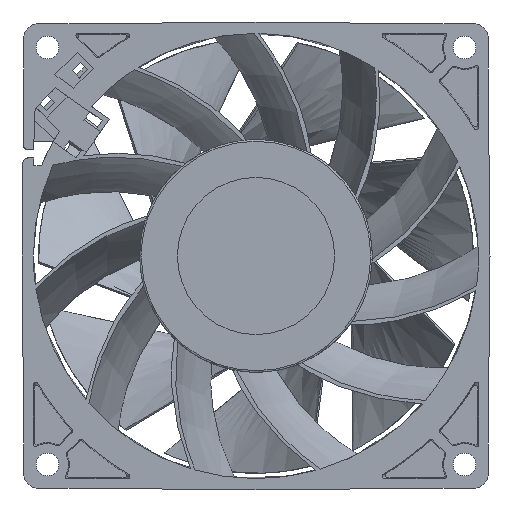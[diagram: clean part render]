
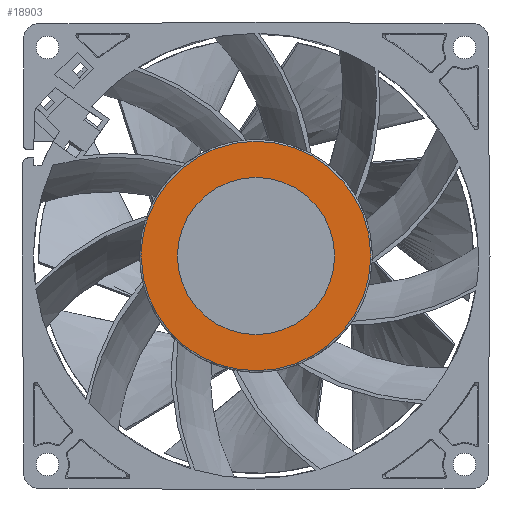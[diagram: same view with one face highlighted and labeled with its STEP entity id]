
A CAD part, front view. The second image highlights one B-rep face of the part: STEP entity #18903.
In plain terms, the highlighted planar face has unit normal (0, -1, 0).
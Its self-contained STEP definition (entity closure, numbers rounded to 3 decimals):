
#6679=CARTESIAN_POINT('',(0.,-17.85,0.));
#6680=DIRECTION('',(0.,1.,0.));
#6681=DIRECTION('',(-0.939,0.,0.343));
#6682=AXIS2_PLACEMENT_3D('',#6679,#6680,#6681);
#6684=CARTESIAN_POINT('',(0.,-17.85,0.));
#6685=DIRECTION('',(0.,1.,0.));
#6686=DIRECTION('',(1.,0.,0.02));
#6687=AXIS2_PLACEMENT_3D('',#6684,#6685,#6686);
#6689=CARTESIAN_POINT('',(0.,-17.85,0.));
#6690=DIRECTION('',(0.,1.,0.));
#6691=DIRECTION('',(1.,0.,-0.026));
#6692=AXIS2_PLACEMENT_3D('',#6689,#6690,#6691);
#6694=CARTESIAN_POINT('',(0.,-17.85,0.));
#6695=DIRECTION('',(0.,1.,0.));
#6696=DIRECTION('',(-1.,0.,-0.02));
#6697=AXIS2_PLACEMENT_3D('',#6694,#6695,#6696);
#6699=CARTESIAN_POINT('',(0.,-17.85,0.));
#6700=DIRECTION('',(0.,1.,0.));
#6701=DIRECTION('',(-1.,0.,0.026));
#6702=AXIS2_PLACEMENT_3D('',#6699,#6700,#6701);
#6704=CARTESIAN_POINT('',(0.,-17.85,0.));
#6705=DIRECTION('',(0.,-1.,0.));
#6706=DIRECTION('',(-1.,0.,0.));
#6707=AXIS2_PLACEMENT_3D('',#6704,#6705,#6706);
#6709=CARTESIAN_POINT('',(0.,-17.85,0.));
#6710=DIRECTION('',(0.,-1.,0.));
#6711=DIRECTION('',(1.,0.,0.));
#6712=AXIS2_PLACEMENT_3D('',#6709,#6710,#6711);
#8911=CARTESIAN_POINT('',(-21.321,-17.85,
7.791));
#8912=VERTEX_POINT('',#8911);
#8913=CARTESIAN_POINT('',(-22.692,-17.85,
0.592));
#8914=VERTEX_POINT('',#8913);
#8915=CARTESIAN_POINT('',(-22.696,-17.85,
-0.451));
#8916=VERTEX_POINT('',#8915);
#8917=CARTESIAN_POINT('',(22.692,-17.85,
-0.592));
#8918=VERTEX_POINT('',#8917);
#8919=CARTESIAN_POINT('',(22.696,-17.85,0.451));
#8920=VERTEX_POINT('',#8919);
#9470=CARTESIAN_POINT('',(-15.55,-17.85,0.));
#9471=CARTESIAN_POINT('',(15.55,-17.85,0.));
#9472=VERTEX_POINT('',#9470);
#9473=VERTEX_POINT('',#9471);
#18885=CARTESIAN_POINT('',(0.,-17.85,0.));
#18886=DIRECTION('',(0.,1.,0.));
#18887=DIRECTION('',(1.,0.,0.));
#18888=AXIS2_PLACEMENT_3D('',#18885,#18886,#18887);
#18889=PLANE('',#18888);
#18890=ORIENTED_EDGE('',*,*,#11212,.T.);
#18891=ORIENTED_EDGE('',*,*,#11210,.T.);
#18892=ORIENTED_EDGE('',*,*,#11186,.T.);
#18893=ORIENTED_EDGE('',*,*,#11184,.T.);
#18894=ORIENTED_EDGE('',*,*,#11182,.T.);
#18895=EDGE_LOOP('',(#18890,#18891,#18892,#18893,#18894));
#18896=FACE_OUTER_BOUND('',#18895,.F.);
#18898=ORIENTED_EDGE('',*,*,#18897,.T.);
#18900=ORIENTED_EDGE('',*,*,#18899,.T.);
#18901=EDGE_LOOP('',(#18898,#18900));
#18902=FACE_BOUND('',#18901,.F.);
#18903=ADVANCED_FACE('',(#18896,#18902),#18889,.F.);
#6683=CIRCLE('',#6682,22.7);
#6688=CIRCLE('',#6687,22.7);
#6693=CIRCLE('',#6692,22.7);
#6698=CIRCLE('',#6697,22.7);
#6703=CIRCLE('',#6702,22.7);
#6708=CIRCLE('',#6707,15.55);
#6713=CIRCLE('',#6712,15.55);
#11182=EDGE_CURVE('',#8914,#8912,#6703,.T.);
#11184=EDGE_CURVE('',#8916,#8914,#6698,.T.);
#11186=EDGE_CURVE('',#8918,#8916,#6693,.T.);
#11210=EDGE_CURVE('',#8920,#8918,#6688,.T.);
#11212=EDGE_CURVE('',#8912,#8920,#6683,.T.);
#18897=EDGE_CURVE('',#9472,#9473,#6708,.T.);
#18899=EDGE_CURVE('',#9473,#9472,#6713,.T.);
